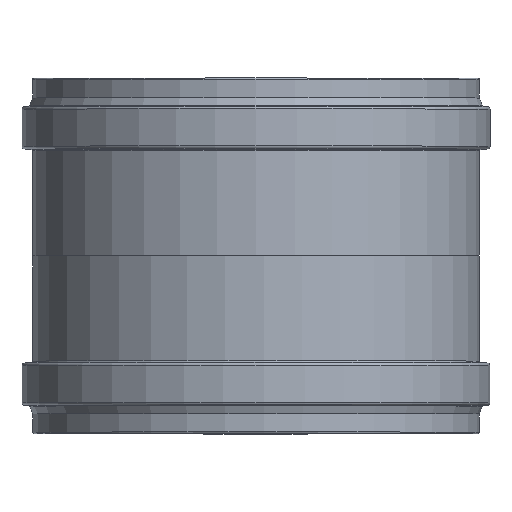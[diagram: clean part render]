
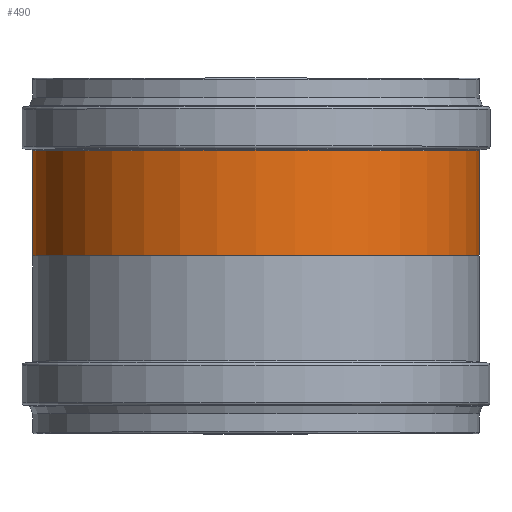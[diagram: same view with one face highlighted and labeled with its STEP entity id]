
A CAD part, top view. The second image highlights one B-rep face of the part: STEP entity #490.
In plain terms, the highlighted cylindrical face has radius 336.3 mm (diameter 672.6 mm), a full revolution.
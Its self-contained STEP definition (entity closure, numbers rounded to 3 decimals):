
#31=CYLINDRICAL_SURFACE('',#615,336.3);
#44=LINE('',#965,#57);
#57=VECTOR('',#807,336.3);
#90=FACE_OUTER_BOUND('',#118,.T.);
#118=EDGE_LOOP('',(#442,#443,#444,#445,#446));
#179=CIRCLE('',#613,336.3);
#180=CIRCLE('',#614,336.3);
#181=CIRCLE('',#616,336.3);
#228=VERTEX_POINT('',#957);
#229=VERTEX_POINT('',#959);
#230=VERTEX_POINT('',#963);
#300=EDGE_CURVE('',#229,#228,#179,.T.);
#301=EDGE_CURVE('',#228,#229,#180,.T.);
#302=EDGE_CURVE('',#230,#230,#181,.T.);
#303=EDGE_CURVE('',#230,#229,#44,.T.);
#442=ORIENTED_EDGE('',*,*,#302,.F.);
#443=ORIENTED_EDGE('',*,*,#303,.T.);
#444=ORIENTED_EDGE('',*,*,#300,.T.);
#445=ORIENTED_EDGE('',*,*,#301,.T.);
#446=ORIENTED_EDGE('',*,*,#303,.F.);
#490=ADVANCED_FACE('',(#90),#31,.T.);
#613=AXIS2_PLACEMENT_3D('',#960,#799,#800);
#614=AXIS2_PLACEMENT_3D('',#961,#801,#802);
#615=AXIS2_PLACEMENT_3D('',#962,#803,#804);
#616=AXIS2_PLACEMENT_3D('',#964,#805,#806);
#799=DIRECTION('center_axis',(0.,-1.,0.));
#800=DIRECTION('ref_axis',(1.,0.,0.));
#801=DIRECTION('center_axis',(0.,-1.,0.));
#802=DIRECTION('ref_axis',(1.,0.,0.));
#803=DIRECTION('center_axis',(0.,-1.,0.));
#804=DIRECTION('ref_axis',(-1.,0.,0.));
#805=DIRECTION('center_axis',(0.,-1.,0.));
#806=DIRECTION('ref_axis',(1.,0.,0.));
#807=DIRECTION('',(0.,1.,0.));
#957=CARTESIAN_POINT('',(0.,149.823,336.3));
#959=CARTESIAN_POINT('',(336.3,149.823,0.));
#960=CARTESIAN_POINT('Origin',(0.,149.823,0.));
#961=CARTESIAN_POINT('Origin',(0.,149.823,0.));
#962=CARTESIAN_POINT('Origin',(0.,70.662,0.));
#963=CARTESIAN_POINT('',(336.3,-8.5,0.));
#964=CARTESIAN_POINT('Origin',(0.,-8.5,0.));
#965=CARTESIAN_POINT('',(336.3,70.662,0.));
